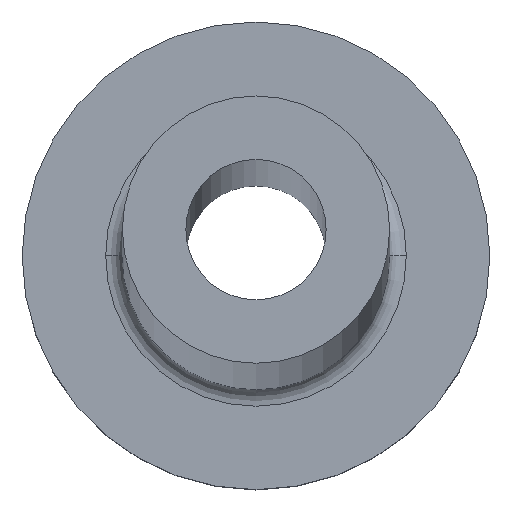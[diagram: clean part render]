
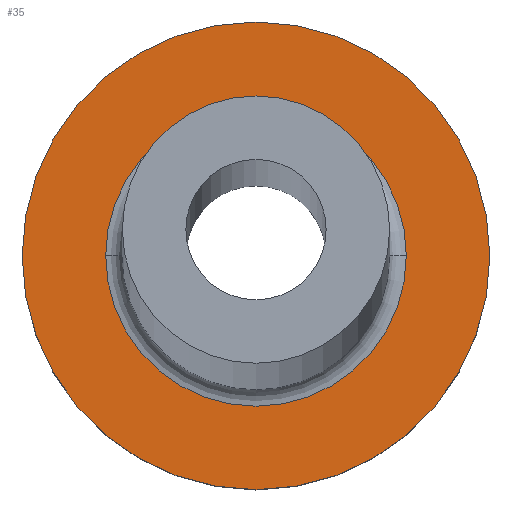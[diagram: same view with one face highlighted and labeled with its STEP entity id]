
A CAD part, top view. The second image highlights one B-rep face of the part: STEP entity #35.
In plain terms, the highlighted planar face has unit normal (0, 0, 1).
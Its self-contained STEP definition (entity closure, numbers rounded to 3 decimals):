
#3 = ORIENTED_EDGE ( 'NONE', *, *, #29, .T. ) ;
#6 = DIRECTION ( 'NONE',  ( 1., 0., 0. ) ) ;
#10 = CIRCLE ( 'NONE', #229, 4.5 ) ;
#12 = VERTEX_POINT ( 'NONE', #58 ) ;
#13 = AXIS2_PLACEMENT_3D ( 'NONE', #230, #374, #207 ) ;
#14 = CARTESIAN_POINT ( 'NONE',  ( -4.5, 0., 5. ) ) ;
#29 = EDGE_CURVE ( 'NONE', #152, #12, #351, .T. ) ;
#35 = ADVANCED_FACE ( 'NONE', ( #320, #297 ), #265, .T. ) ;
#41 = DIRECTION ( 'NONE',  ( 0., 0., 1. ) ) ;
#43 = VERTEX_POINT ( 'NONE', #239 ) ;
#56 = EDGE_CURVE ( 'NONE', #43, #300, #92, .T. ) ;
#58 = CARTESIAN_POINT ( 'NONE',  ( 4.5, 0., 5. ) ) ;
#61 = DIRECTION ( 'NONE',  ( 0., 0., 1. ) ) ;
#74 = CARTESIAN_POINT ( 'NONE',  ( 7., 0., 5. ) ) ;
#80 = DIRECTION ( 'NONE',  ( 1., 0., 0. ) ) ;
#81 = CARTESIAN_POINT ( 'NONE',  ( 0., 0., 5. ) ) ;
#86 = DIRECTION ( 'NONE',  ( 1., 0., 0. ) ) ;
#91 = CIRCLE ( 'NONE', #154, 7. ) ;
#92 = CIRCLE ( 'NONE', #173, 7. ) ;
#152 = VERTEX_POINT ( 'NONE', #14 ) ;
#154 = AXIS2_PLACEMENT_3D ( 'NONE', #180, #41, #6 ) ;
#161 = DIRECTION ( 'NONE',  ( 0., 0., -1. ) ) ;
#173 = AXIS2_PLACEMENT_3D ( 'NONE', #238, #61, #80 ) ;
#180 = CARTESIAN_POINT ( 'NONE',  ( 0., 0., 5. ) ) ;
#207 = DIRECTION ( 'NONE',  ( 1., 0., 0. ) ) ;
#217 = ORIENTED_EDGE ( 'NONE', *, *, #56, .T. ) ;
#229 = AXIS2_PLACEMENT_3D ( 'NONE', #81, #161, #296 ) ;
#230 = CARTESIAN_POINT ( 'NONE',  ( 0., 0., 5. ) ) ;
#238 = CARTESIAN_POINT ( 'NONE',  ( 0., 0., 5. ) ) ;
#239 = CARTESIAN_POINT ( 'NONE',  ( -7., 0., 5. ) ) ;
#248 = EDGE_CURVE ( 'NONE', #300, #43, #91, .T. ) ;
#251 = ORIENTED_EDGE ( 'NONE', *, *, #248, .T. ) ;
#256 = DIRECTION ( 'NONE',  ( 0., 0., 1. ) ) ;
#265 = PLANE ( 'NONE',  #342 ) ;
#285 = EDGE_LOOP ( 'NONE', ( #368, #3 ) ) ;
#296 = DIRECTION ( 'NONE',  ( 1., 0., 0. ) ) ;
#297 = FACE_OUTER_BOUND ( 'NONE', #317, .T. ) ;
#300 = VERTEX_POINT ( 'NONE', #74 ) ;
#317 = EDGE_LOOP ( 'NONE', ( #217, #251 ) ) ;
#320 = FACE_BOUND ( 'NONE', #285, .T. ) ;
#322 = CARTESIAN_POINT ( 'NONE',  ( 0., 0., 5. ) ) ;
#324 = EDGE_CURVE ( 'NONE', #12, #152, #10, .T. ) ;
#342 = AXIS2_PLACEMENT_3D ( 'NONE', #322, #256, #86 ) ;
#351 = CIRCLE ( 'NONE', #13, 4.5 ) ;
#368 = ORIENTED_EDGE ( 'NONE', *, *, #324, .T. ) ;
#374 = DIRECTION ( 'NONE',  ( 0., 0., -1. ) ) ;
